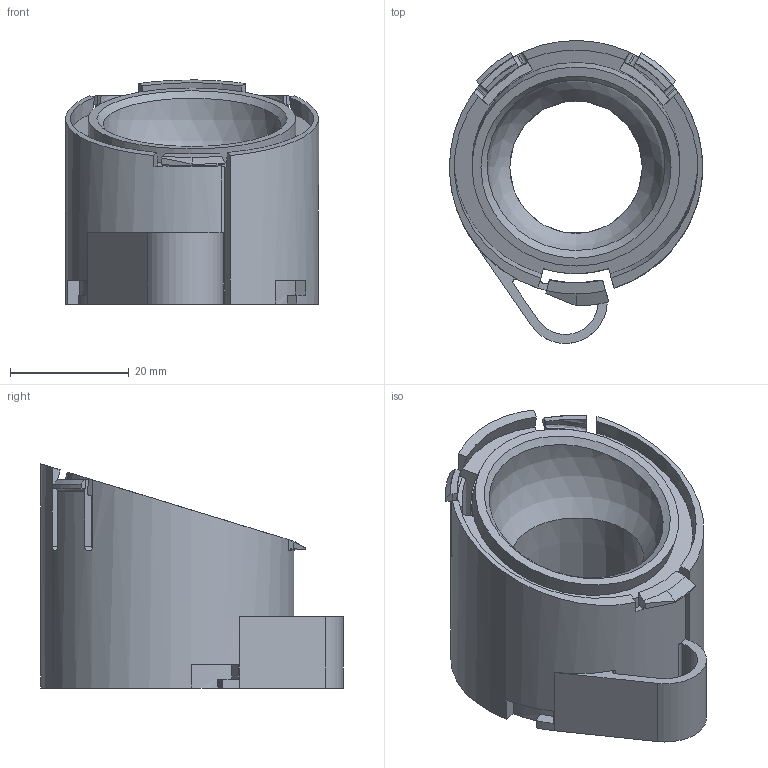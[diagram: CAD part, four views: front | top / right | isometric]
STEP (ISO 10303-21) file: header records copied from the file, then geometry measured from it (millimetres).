
FILE_DESCRIPTION(/* description */ (''),/* implementation_level */ '2;1');
FILE_NAME(/* name */ 'bipap_expiratory_port v47.step',/* time_stamp */ '2021-04-29T16:22:18-04:00',/* author */ (''),/* organization */ (''),/* preprocessor_version */ 'ST-DEVELOPER v18.1',/* originating_system */ 'Autodesk Translation Framework v10.6.0.1341',/* authorisation */ '');
FILE_SCHEMA (('AUTOMOTIVE_DESIGN { 1 0 10303 214 3 1 1 }'));
Length unit declared in the file: millimetre
Products named in the file (2): bipap_expiratory_port; bipap_expiratory_port_1
Assembly tree (1 placements, depth 2):
  bipap_expiratory_port
    bipap_expiratory_port_1
Bounding box: 42.62 x 50.94 x 37.73 mm (x, y, z)
Volume: 28389 mm3; surface area: 10915.3 mm2
Topology: 1 solids, 1 shells, 109 faces, 320 edges, 213 vertices
Faces by surface type: plane 55, cylinder 33, cone 9, bspline 7, torus 4, sphere 1
Full cylindrical faces by diameter (mm): 35 x1
Entity records: 4074 total; most frequent: CARTESIAN_POINT 1116, ORIENTED_EDGE 640, DIRECTION 595, EDGE_CURVE 320, AXIS2_PLACEMENT_3D 214, VERTEX_POINT 213, LINE 167, VECTOR 167
